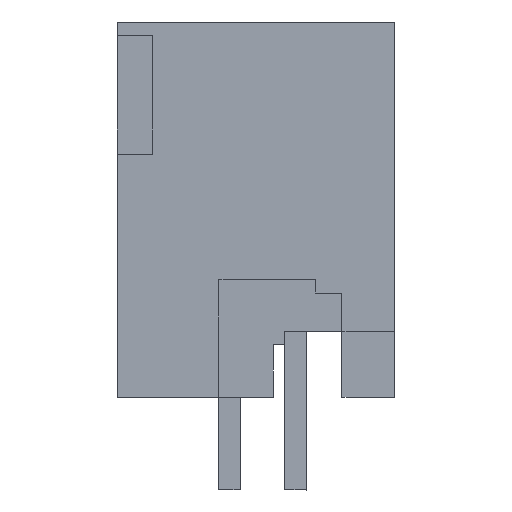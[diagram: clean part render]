
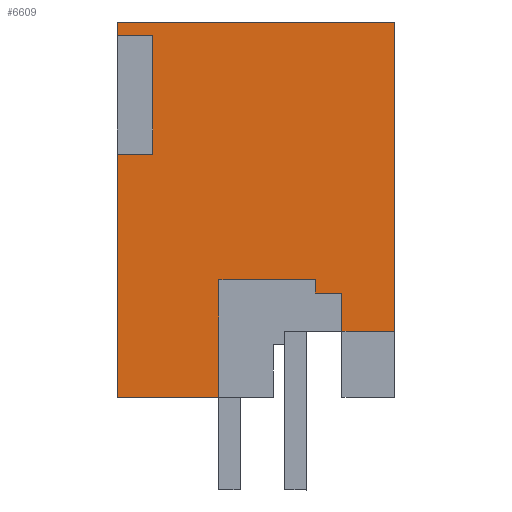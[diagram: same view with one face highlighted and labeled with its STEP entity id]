
A CAD part, left-side view. The second image highlights one B-rep face of the part: STEP entity #6609.
In plain terms, the highlighted planar face has unit normal (-1, 0, 0).
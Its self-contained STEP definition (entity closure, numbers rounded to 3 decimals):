
#6537=AXIS2_PLACEMENT_3D('Plane Axis2P3D',#6534,#6535,#6536) ;
#1293=CARTESIAN_POINT('Vertex',(0.,14.566,3.5)) ;
#1296=CARTESIAN_POINT('Line Origine',(0.,16.491,3.5)) ;
#1300=CARTESIAN_POINT('Vertex',(0.,18.416,3.5)) ;
#2570=CARTESIAN_POINT('Vertex',(0.,9.916,6.)) ;
#2573=CARTESIAN_POINT('Line Origine',(0.,9.916,6.725)) ;
#2577=CARTESIAN_POINT('Vertex',(0.,9.916,7.45)) ;
#2609=CARTESIAN_POINT('Line Origine',(0.,10.416,7.45)) ;
#2613=CARTESIAN_POINT('Vertex',(0.,10.916,7.45)) ;
#2631=CARTESIAN_POINT('Line Origine',(0.,10.916,7.7)) ;
#2635=CARTESIAN_POINT('Vertex',(0.,10.916,7.95)) ;
#2660=CARTESIAN_POINT('Line Origine',(0.,12.741,7.95)) ;
#2664=CARTESIAN_POINT('Vertex',(0.,14.566,7.95)) ;
#2689=CARTESIAN_POINT('Line Origine',(0.,14.566,5.725)) ;
#6534=CARTESIAN_POINT('Axis2P3D Location',(0.,18.416,0.)) ;
#6539=CARTESIAN_POINT('Line Origine',(0.,18.416,8.1)) ;
#6543=CARTESIAN_POINT('Vertex',(0.,18.416,12.7)) ;
#6546=CARTESIAN_POINT('Line Origine',(0.,8.916,6.)) ;
#6550=CARTESIAN_POINT('Vertex',(0.,7.916,6.)) ;
#6553=CARTESIAN_POINT('Line Origine',(0.,7.916,11.85)) ;
#6557=CARTESIAN_POINT('Vertex',(0.,7.916,17.7)) ;
#6560=CARTESIAN_POINT('Line Origine',(0.,13.166,17.7)) ;
#6564=CARTESIAN_POINT('Vertex',(0.,18.416,17.7)) ;
#6567=CARTESIAN_POINT('Line Origine',(0.,18.416,17.45)) ;
#6571=CARTESIAN_POINT('Vertex',(0.,18.416,17.2)) ;
#6574=CARTESIAN_POINT('Line Origine',(0.,17.741,17.2)) ;
#6578=CARTESIAN_POINT('Vertex',(0.,17.066,17.2)) ;
#6581=CARTESIAN_POINT('Line Origine',(0.,17.066,14.95)) ;
#6585=CARTESIAN_POINT('Vertex',(0.,17.066,12.7)) ;
#6588=CARTESIAN_POINT('Line Origine',(0.,17.741,12.7)) ;
#1297=DIRECTION('Vector Direction',(0.,1.,0.)) ;
#2574=DIRECTION('Vector Direction',(0.,0.,-1.)) ;
#2610=DIRECTION('Vector Direction',(0.,1.,0.)) ;
#2632=DIRECTION('Vector Direction',(0.,0.,1.)) ;
#2661=DIRECTION('Vector Direction',(0.,1.,0.)) ;
#2690=DIRECTION('Vector Direction',(0.,0.,1.)) ;
#6535=DIRECTION('Axis2P3D Direction',(-1.,0.,0.)) ;
#6536=DIRECTION('Axis2P3D XDirection',(0.,0.,1.)) ;
#6540=DIRECTION('Vector Direction',(0.,0.,1.)) ;
#6547=DIRECTION('Vector Direction',(0.,1.,0.)) ;
#6554=DIRECTION('Vector Direction',(0.,0.,1.)) ;
#6561=DIRECTION('Vector Direction',(0.,1.,0.)) ;
#6568=DIRECTION('Vector Direction',(0.,0.,1.)) ;
#6575=DIRECTION('Vector Direction',(0.,-1.,0.)) ;
#6582=DIRECTION('Vector Direction',(0.,0.,-1.)) ;
#6589=DIRECTION('Vector Direction',(0.,-1.,0.)) ;
#1298=VECTOR('Line Direction',#1297,1.) ;
#2575=VECTOR('Line Direction',#2574,1.) ;
#2611=VECTOR('Line Direction',#2610,1.) ;
#2633=VECTOR('Line Direction',#2632,1.) ;
#2662=VECTOR('Line Direction',#2661,1.) ;
#2691=VECTOR('Line Direction',#2690,1.) ;
#6541=VECTOR('Line Direction',#6540,1.) ;
#6548=VECTOR('Line Direction',#6547,1.) ;
#6555=VECTOR('Line Direction',#6554,1.) ;
#6562=VECTOR('Line Direction',#6561,1.) ;
#6569=VECTOR('Line Direction',#6568,1.) ;
#6576=VECTOR('Line Direction',#6575,1.) ;
#6583=VECTOR('Line Direction',#6582,1.) ;
#6590=VECTOR('Line Direction',#6589,1.) ;
#6594=ORIENTED_EDGE('',*,*,#6545,.T.) ;
#6595=ORIENTED_EDGE('',*,*,#1302,.T.) ;
#6596=ORIENTED_EDGE('',*,*,#2693,.T.) ;
#6597=ORIENTED_EDGE('',*,*,#2666,.T.) ;
#6598=ORIENTED_EDGE('',*,*,#2637,.T.) ;
#6599=ORIENTED_EDGE('',*,*,#2615,.T.) ;
#6600=ORIENTED_EDGE('',*,*,#2579,.T.) ;
#6601=ORIENTED_EDGE('',*,*,#6552,.T.) ;
#6602=ORIENTED_EDGE('',*,*,#6559,.T.) ;
#6603=ORIENTED_EDGE('',*,*,#6566,.T.) ;
#6604=ORIENTED_EDGE('',*,*,#6573,.T.) ;
#6605=ORIENTED_EDGE('',*,*,#6580,.F.) ;
#6606=ORIENTED_EDGE('',*,*,#6587,.F.) ;
#6607=ORIENTED_EDGE('',*,*,#6592,.F.) ;
#6609=ADVANCED_FACE('HOUSING',(#6608),#6538,.T.) ;
#1302=EDGE_CURVE('',#1301,#1294,#1299,.F.) ;
#2579=EDGE_CURVE('',#2578,#2571,#2576,.T.) ;
#2615=EDGE_CURVE('',#2614,#2578,#2612,.F.) ;
#2637=EDGE_CURVE('',#2636,#2614,#2634,.F.) ;
#2666=EDGE_CURVE('',#2665,#2636,#2663,.F.) ;
#2693=EDGE_CURVE('',#1294,#2665,#2692,.T.) ;
#6545=EDGE_CURVE('',#6544,#1301,#6542,.F.) ;
#6552=EDGE_CURVE('',#2571,#6551,#6549,.F.) ;
#6559=EDGE_CURVE('',#6551,#6558,#6556,.T.) ;
#6566=EDGE_CURVE('',#6558,#6565,#6563,.T.) ;
#6573=EDGE_CURVE('',#6565,#6572,#6570,.F.) ;
#6580=EDGE_CURVE('',#6579,#6572,#6577,.F.) ;
#6587=EDGE_CURVE('',#6586,#6579,#6584,.F.) ;
#6592=EDGE_CURVE('',#6544,#6586,#6591,.T.) ;
#6593=EDGE_LOOP('',(#6594,#6595,#6596,#6597,#6598,#6599,#6600,#6601,#6602,#6603,#6604,#6605,#6606,#6607)) ;
#6608=FACE_OUTER_BOUND('',#6593,.T.) ;
#1299=LINE('Line',#1296,#1298) ;
#2576=LINE('Line',#2573,#2575) ;
#2612=LINE('Line',#2609,#2611) ;
#2634=LINE('Line',#2631,#2633) ;
#2663=LINE('Line',#2660,#2662) ;
#2692=LINE('Line',#2689,#2691) ;
#6542=LINE('Line',#6539,#6541) ;
#6549=LINE('Line',#6546,#6548) ;
#6556=LINE('Line',#6553,#6555) ;
#6563=LINE('Line',#6560,#6562) ;
#6570=LINE('Line',#6567,#6569) ;
#6577=LINE('Line',#6574,#6576) ;
#6584=LINE('Line',#6581,#6583) ;
#6591=LINE('Line',#6588,#6590) ;
#6538=PLANE('',#6537) ;
#1294=VERTEX_POINT('',#1293) ;
#1301=VERTEX_POINT('',#1300) ;
#2571=VERTEX_POINT('',#2570) ;
#2578=VERTEX_POINT('',#2577) ;
#2614=VERTEX_POINT('',#2613) ;
#2636=VERTEX_POINT('',#2635) ;
#2665=VERTEX_POINT('',#2664) ;
#6544=VERTEX_POINT('',#6543) ;
#6551=VERTEX_POINT('',#6550) ;
#6558=VERTEX_POINT('',#6557) ;
#6565=VERTEX_POINT('',#6564) ;
#6572=VERTEX_POINT('',#6571) ;
#6579=VERTEX_POINT('',#6578) ;
#6586=VERTEX_POINT('',#6585) ;
